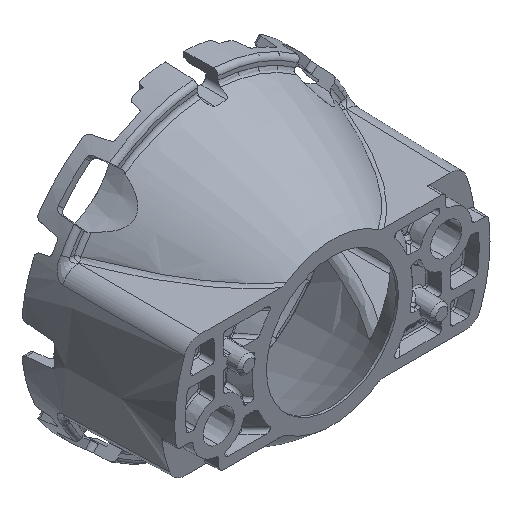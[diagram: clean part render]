
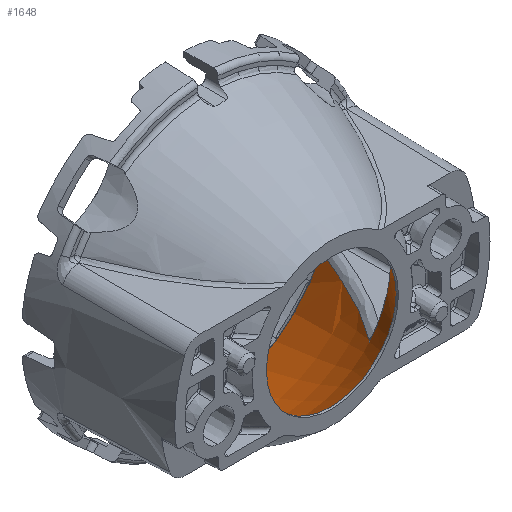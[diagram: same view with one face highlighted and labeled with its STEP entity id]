
A CAD part, isometric view. The second image highlights one B-rep face of the part: STEP entity #1648.
In plain terms, the highlighted face is a revolution surface.
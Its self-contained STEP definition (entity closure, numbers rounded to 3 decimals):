
#1648=ADVANCED_FACE('',(#3398),#3399,.T.);
#3398=FACE_OUTER_BOUND('',#10198,.T.);
#3399=SURFACE_OF_REVOLUTION('',#10199,#10200);
#10198=EDGE_LOOP('',(#16362,#16363,#16364,#16365,#16366,#16367,#16368,#16369,#16370,#16371));
#10199=B_SPLINE_CURVE_WITH_KNOTS('',3,(#16372,#16373,#16374,#16375,#16376,#16377,#16378,#16379,#16380),.UNSPECIFIED.,.F.,.F.,(4,1,1,1,1,1,4),(0.01,0.043,0.242,0.371,0.499,0.757,0.99),.UNSPECIFIED.);
#10200=AXIS1_PLACEMENT('',#16381,#16382);
#16362=ORIENTED_EDGE('',*,*,#18115,.T.);
#16363=ORIENTED_EDGE('',*,*,#18619,.T.);
#16364=ORIENTED_EDGE('',*,*,#18612,.T.);
#16365=ORIENTED_EDGE('',*,*,#18611,.T.);
#16366=ORIENTED_EDGE('',*,*,#18566,.T.);
#16367=ORIENTED_EDGE('',*,*,#18905,.T.);
#16368=ORIENTED_EDGE('',*,*,#18104,.T.);
#16369=ORIENTED_EDGE('',*,*,#18904,.T.);
#16370=ORIENTED_EDGE('',*,*,#18122,.F.);
#16371=ORIENTED_EDGE('',*,*,#18116,.T.);
#16372=CARTESIAN_POINT('',(7.1,-0.407,0.));
#16373=CARTESIAN_POINT('',(7.234,-0.274,0.));
#16374=CARTESIAN_POINT('',(8.155,0.682,0.));
#16375=CARTESIAN_POINT('',(9.398,2.32,0.));
#16376=CARTESIAN_POINT('',(10.749,4.506,0.));
#16377=CARTESIAN_POINT('',(12.126,7.053,0.));
#16378=CARTESIAN_POINT('',(13.544,10.217,0.));
#16379=CARTESIAN_POINT('',(14.541,12.76,0.));
#16380=CARTESIAN_POINT('',(15.012,13.965,0.));
#16381=CARTESIAN_POINT('',(0.,4.876,0.));
#16382=DIRECTION('',(-0.0,-1.0,-0.0));
#18104=EDGE_CURVE('',#20988,#20986,#20989,.T.);
#18115=EDGE_CURVE('',#21004,#19809,#21005,.T.);
#18116=EDGE_CURVE('',#21006,#21004,#21007,.T.);
#18122=EDGE_CURVE('',#21006,#21016,#21017,.T.);
#18566=EDGE_CURVE('',#21657,#21658,#21659,.T.);
#18611=EDGE_CURVE('',#21712,#21657,#21713,.T.);
#18612=EDGE_CURVE('',#21708,#21712,#21714,.T.);
#18619=EDGE_CURVE('',#19809,#21708,#21722,.T.);
#18904=EDGE_CURVE('',#20986,#21016,#22097,.T.);
#18905=EDGE_CURVE('',#21658,#20988,#22098,.T.);
#19809=VERTEX_POINT('',#23873);
#20986=VERTEX_POINT('',#27485);
#20988=VERTEX_POINT('',#27488);
#20989=CIRCLE('',#27489,7.1);
#21004=VERTEX_POINT('',#27525);
#21005=B_SPLINE_CURVE_WITH_KNOTS('',3,(#27526,#27527,#27528,#27529,#27530,#27531,#27532,#27533,#27534,#27535,#27536,#27537,#27538,#27539),.UNSPECIFIED.,.F.,.F.,(4,1,1,1,1,1,1,1,1,1,1,4),(0.0,0.04,0.081,0.123,0.166,0.209,0.322,0.446,0.57,0.709,0.853,1.0),.UNSPECIFIED.);
#21006=VERTEX_POINT('',#27540);
#21007=B_SPLINE_CURVE_WITH_KNOTS('',3,(#27541,#27542,#27543,#27544),.UNSPECIFIED.,.F.,.F.,(4,4),(0.0,1.0),.UNSPECIFIED.);
#21016=VERTEX_POINT('',#27575);
#21017=CIRCLE('',#27576,9.588);
#21657=VERTEX_POINT('',#29464);
#21658=VERTEX_POINT('',#29465);
#21659=CIRCLE('',#29466,9.588);
#21708=VERTEX_POINT('',#29613);
#21712=VERTEX_POINT('',#29634);
#21713=B_SPLINE_CURVE_WITH_KNOTS('',3,(#29635,#29636,#29637,#29638),.UNSPECIFIED.,.F.,.F.,(4,4),(0.0,1.0),.UNSPECIFIED.);
#21714=B_SPLINE_CURVE_WITH_KNOTS('',3,(#29639,#29640,#29641,#29642,#29643,#29644,#29645,#29646,#29647,#29648,#29649,#29650,#29651,#29652),.UNSPECIFIED.,.F.,.F.,(4,1,1,1,1,1,1,1,1,1,1,4),(0.0,0.073,0.146,0.218,0.29,0.428,0.553,0.678,0.79,0.862,0.932,1.0),.UNSPECIFIED.);
#21722=CIRCLE('',#29660,15.012);
#22097=B_SPLINE_CURVE_WITH_KNOTS('',3,(#30636,#30637,#30638,#30639,#30640),.UNSPECIFIED.,.F.,.F.,(4,1,4),(0.0,0.142,1.0),.UNSPECIFIED.);
#22098=B_SPLINE_CURVE_WITH_KNOTS('',3,(#30641,#30642,#30643,#30644,#30645,#30646,#30647,#30648,#30649,#30650),.UNSPECIFIED.,.F.,.F.,(4,1,1,1,1,1,1,4),(0.0,0.128,0.26,0.398,0.541,0.689,0.842,1.0),.UNSPECIFIED.);
#23873=CARTESIAN_POINT('',(13.486,13.965,-6.593));
#27485=CARTESIAN_POINT('',(7.1,-0.407,0.));
#27488=CARTESIAN_POINT('',(-7.1,-0.407,0.));
#27489=AXIS2_PLACEMENT_3D('',#32755,#32756,#32757);
#27525=CARTESIAN_POINT('',(7.489,2.9,-6.22));
#27526=CARTESIAN_POINT('',(7.489,2.9,-6.22));
#27527=CARTESIAN_POINT('',(7.593,3.032,-6.228));
#27528=CARTESIAN_POINT('',(7.805,3.299,-6.245));
#27529=CARTESIAN_POINT('',(8.115,3.713,-6.267));
#27530=CARTESIAN_POINT('',(8.425,4.141,-6.288));
#27531=CARTESIAN_POINT('',(8.732,4.584,-6.307));
#27532=CARTESIAN_POINT('',(9.196,5.281,-6.336));
#27533=CARTESIAN_POINT('',(9.817,6.285,-6.376));
#27534=CARTESIAN_POINT('',(10.558,7.61,-6.422));
#27535=CARTESIAN_POINT('',(11.3,9.063,-6.469));
#27536=CARTESIAN_POINT('',(12.033,10.614,-6.511));
#27537=CARTESIAN_POINT('',(12.768,12.269,-6.547));
#27538=CARTESIAN_POINT('',(13.245,13.395,-6.578));
#27539=CARTESIAN_POINT('',(13.486,13.965,-6.593));
#27540=CARTESIAN_POINT('',(7.304,2.678,-6.211));
#27541=CARTESIAN_POINT('',(7.304,2.679,-6.211));
#27542=CARTESIAN_POINT('',(7.366,2.752,-6.215));
#27543=CARTESIAN_POINT('',(7.427,2.826,-6.218));
#27544=CARTESIAN_POINT('',(7.489,2.9,-6.22));
#27575=CARTESIAN_POINT('',(9.588,2.679,0.));
#27576=AXIS2_PLACEMENT_3D('',#32768,#32769,#32770);
#29464=CARTESIAN_POINT('',(-7.281,2.679,-6.238));
#29465=CARTESIAN_POINT('',(-9.588,2.679,0.));
#29466=AXIS2_PLACEMENT_3D('',#33098,#33099,#33100);
#29613=CARTESIAN_POINT('',(-13.487,13.965,-6.593));
#29634=CARTESIAN_POINT('',(-7.465,2.9,-6.248));
#29635=CARTESIAN_POINT('',(-7.465,2.9,-6.248));
#29636=CARTESIAN_POINT('',(-7.404,2.826,-6.246));
#29637=CARTESIAN_POINT('',(-7.342,2.752,-6.242));
#29638=CARTESIAN_POINT('',(-7.281,2.679,-6.238));
#29639=CARTESIAN_POINT('',(-13.487,13.965,-6.593));
#29640=CARTESIAN_POINT('',(-13.367,13.68,-6.584));
#29641=CARTESIAN_POINT('',(-13.128,13.113,-6.568));
#29642=CARTESIAN_POINT('',(-12.764,12.269,-6.548));
#29643=CARTESIAN_POINT('',(-12.396,11.434,-6.531));
#29644=CARTESIAN_POINT('',(-11.905,10.351,-6.511));
#29645=CARTESIAN_POINT('',(-11.299,9.076,-6.483));
#29646=CARTESIAN_POINT('',(-10.554,7.621,-6.441));
#29647=CARTESIAN_POINT('',(-9.808,6.292,-6.397));
#29648=CARTESIAN_POINT('',(-9.121,5.187,-6.358));
#29649=CARTESIAN_POINT('',(-8.519,4.301,-6.324));
#29650=CARTESIAN_POINT('',(-8.001,3.583,-6.292));
#29651=CARTESIAN_POINT('',(-7.642,3.126,-6.263));
#29652=CARTESIAN_POINT('',(-7.465,2.9,-6.248));
#29660=AXIS2_PLACEMENT_3D('',#33125,#33126,#33127);
#30636=CARTESIAN_POINT('',(7.1,-0.407,0.));
#30637=CARTESIAN_POINT('',(7.234,-0.274,0.));
#30638=CARTESIAN_POINT('',(8.158,0.684,0.));
#30639=CARTESIAN_POINT('',(8.959,1.742,0.));
#30640=CARTESIAN_POINT('',(9.588,2.679,0.));
#30641=CARTESIAN_POINT('',(-9.588,2.679,0.));
#30642=CARTESIAN_POINT('',(-9.493,2.539,0.));
#30643=CARTESIAN_POINT('',(-9.3,2.254,0.001));
#30644=CARTESIAN_POINT('',(-8.993,1.825,0.002));
#30645=CARTESIAN_POINT('',(-8.666,1.387,0.003));
#30646=CARTESIAN_POINT('',(-8.315,0.942,0.003));
#30647=CARTESIAN_POINT('',(-7.938,0.491,0.002));
#30648=CARTESIAN_POINT('',(-7.535,0.037,0.001));
#30649=CARTESIAN_POINT('',(-7.246,-0.258,0.));
#30650=CARTESIAN_POINT('',(-7.1,-0.407,0.));
#32755=CARTESIAN_POINT('',(0.,-0.407,0.));
#32756=DIRECTION('',(0.0,-1.0,0.0));
#32757=DIRECTION('',(-1.,0.0,0.));
#32768=CARTESIAN_POINT('',(0.,2.679,0.));
#32769=DIRECTION('',(0.0,-1.0,0.0));
#32770=DIRECTION('',(0.762,0.0,-0.648));
#33098=CARTESIAN_POINT('',(0.,2.679,0.));
#33099=DIRECTION('',(0.0,1.0,0.0));
#33100=DIRECTION('',(-0.759,0.0,-0.651));
#33125=CARTESIAN_POINT('',(0.,13.965,0.));
#33126=DIRECTION('',(0.0,1.0,0.0));
#33127=DIRECTION('',(0.898,0.0,-0.439));
